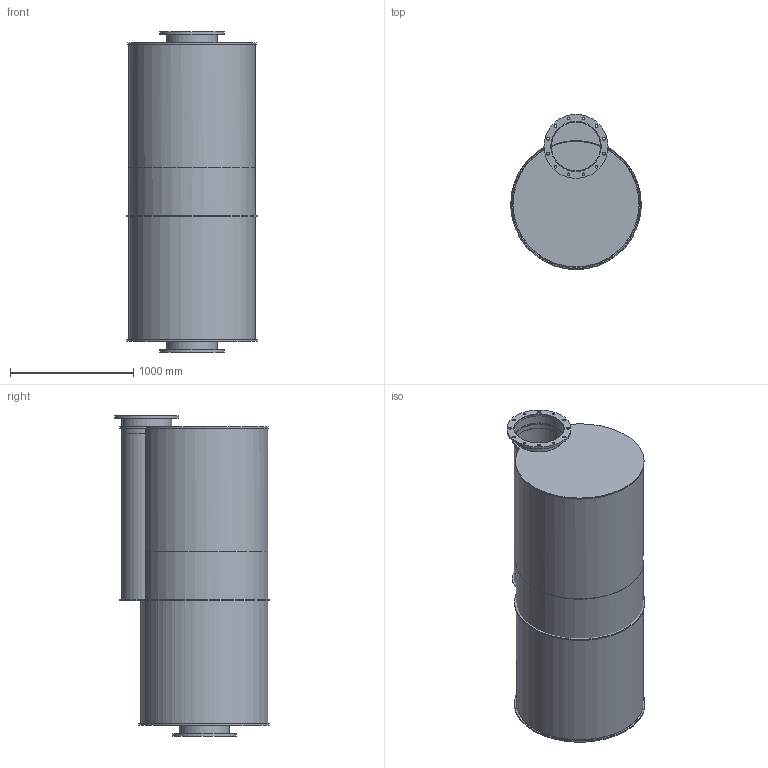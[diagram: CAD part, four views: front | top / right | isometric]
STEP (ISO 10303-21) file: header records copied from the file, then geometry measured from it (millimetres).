
FILE_DESCRIPTION(/* description */ (''),/* implementation_level */ '2;1');
FILE_NAME(/* name */ 'Sdad 16.stp',/* time_stamp */ '2015-02-17T11:02:36+01:00',/* author */ ('Tekenkamer'),/* organization */ (''),/* preprocessor_version */ 'ST-DEVELOPER v15.6',/* originating_system */ 'Autodesk Inventor 2015',/* authorisation */ '');
FILE_SCHEMA (('AUTOMOTIVE_DESIGN { 1 0 10303 214 3 1 1 }'));
Length unit declared in the file: millimetre
Products named in the file (1): Sdad 16
Bounding box: 1060 x 1257 x 2600 mm (x, y, z)
Volume: 86331213.8 mm3; surface area: 35353261.5 mm2
Topology: 12 solids, 12 shells, 79 faces, 168 edges, 112 vertices
Faces by surface type: cylinder 54, plane 25
Full cylindrical faces by diameter (mm): 22 x24, 399 x4, 407 x4, 409 x5, 520 x2, 1022 x2, 1030 x2, 1060 x1
Entity records: 2114 total; most frequent: DIRECTION 392, CARTESIAN_POINT 312, ORIENTED_EDGE 244, EDGE_LOOP 192, AXIS2_PLACEMENT_3D 190, EDGE_CURVE 122, FACE_BOUND 113, CIRCLE 110
